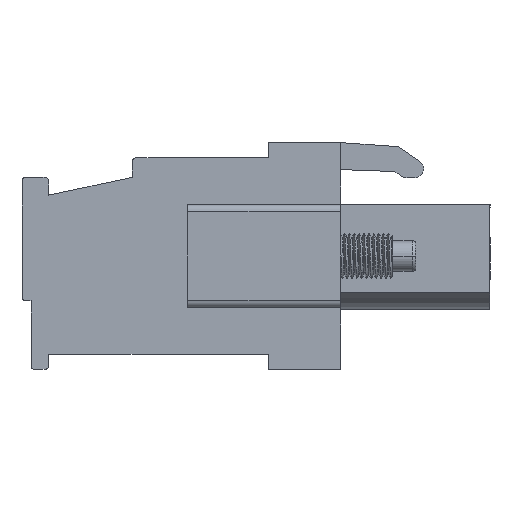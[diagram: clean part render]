
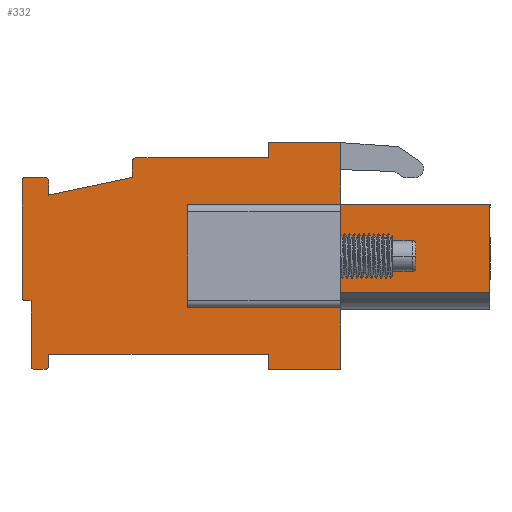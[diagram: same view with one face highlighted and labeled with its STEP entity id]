
A CAD part, left-side view. The second image highlights one B-rep face of the part: STEP entity #332.
In plain terms, the highlighted planar face has unit normal (-1, 0, 0).
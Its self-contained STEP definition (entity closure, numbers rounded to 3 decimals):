
#35=CARTESIAN_POINT('',(0.,-7.52,-2.85));
#36=VERTEX_POINT('',#35);
#69=CARTESIAN_POINT('',(0.,-0.07,-2.85));
#70=VERTEX_POINT('',#69);
#77=CARTESIAN_POINT('',(0.,-0.07,-2.85));
#78=DIRECTION('',(0.,-1.,0.));
#79=VECTOR('',#78,7.45);
#80=LINE('',#77,#79);
#81=EDGE_CURVE('',#70,#36,#80,.T.);
#86=CARTESIAN_POINT('',(0.,0.,0.));
#87=DIRECTION('',(0.,0.,-1.));
#88=DIRECTION('',(-1.,-0.,-0.));
#89=AXIS2_PLACEMENT_3D('',#86,#88,#87);
#90=PLANE('',#89);
#91=CARTESIAN_POINT('',(0.,-16.87,-2.04));
#92=VERTEX_POINT('',#91);
#93=CARTESIAN_POINT('',(0.,-16.87,2.88));
#94=VERTEX_POINT('',#93);
#95=CARTESIAN_POINT('',(0.,-16.87,-2.04));
#96=DIRECTION('',(0.,0.,1.));
#97=VECTOR('',#96,4.92);
#98=LINE('',#95,#97);
#99=EDGE_CURVE('',#92,#94,#98,.T.);
#100=ORIENTED_EDGE('',*,*,#99,.T.);
#101=CARTESIAN_POINT('',(0.,-8.57,2.88));
#102=VERTEX_POINT('',#101);
#103=CARTESIAN_POINT('',(0.,-16.87,2.88));
#104=DIRECTION('',(0.,1.,0.));
#105=VECTOR('',#104,8.3);
#106=LINE('',#103,#105);
#107=EDGE_CURVE('',#94,#102,#106,.T.);
#108=ORIENTED_EDGE('',*,*,#107,.T.);
#109=CARTESIAN_POINT('',(0.,-8.57,6.3));
#110=VERTEX_POINT('',#109);
#111=CARTESIAN_POINT('',(0.,-8.57,2.88));
#112=DIRECTION('',(0.,0.,1.));
#113=VECTOR('',#112,3.42);
#114=LINE('',#111,#113);
#115=EDGE_CURVE('',#102,#110,#114,.T.);
#116=ORIENTED_EDGE('',*,*,#115,.T.);
#117=CARTESIAN_POINT('',(0.,-4.57,6.3));
#118=VERTEX_POINT('',#117);
#119=CARTESIAN_POINT('',(0.,-8.57,6.3));
#120=DIRECTION('',(0.,1.,0.));
#121=VECTOR('',#120,4.);
#122=LINE('',#119,#121);
#123=EDGE_CURVE('',#110,#118,#122,.T.);
#124=ORIENTED_EDGE('',*,*,#123,.T.);
#125=CARTESIAN_POINT('',(0.,-4.57,5.45));
#126=VERTEX_POINT('',#125);
#127=CARTESIAN_POINT('',(0.,-4.57,6.3));
#128=DIRECTION('',(0.,0.,-1.));
#129=VECTOR('',#128,0.85);
#130=LINE('',#127,#129);
#131=EDGE_CURVE('',#118,#126,#130,.T.);
#132=ORIENTED_EDGE('',*,*,#131,.T.);
#133=CARTESIAN_POINT('',(0.,2.8,5.45));
#134=VERTEX_POINT('',#133);
#135=CARTESIAN_POINT('',(0.,-4.57,5.45));
#136=DIRECTION('',(0.,1.,0.));
#137=VECTOR('',#136,7.37);
#138=LINE('',#135,#137);
#139=EDGE_CURVE('',#126,#134,#138,.T.);
#140=ORIENTED_EDGE('',*,*,#139,.T.);
#141=CARTESIAN_POINT('',(0.,3.,5.25));
#142=VERTEX_POINT('',#141);
#143=CARTESIAN_POINT('',(0.,2.8,5.25));
#144=DIRECTION('',(0.,0.,1.));
#145=DIRECTION('',(-1.,0.,-0.));
#146=AXIS2_PLACEMENT_3D('',#143,#145,#144);
#147=CIRCLE('',#146,0.2);
#148=EDGE_CURVE('',#134,#142,#147,.T.);
#149=ORIENTED_EDGE('',*,*,#148,.T.);
#150=CARTESIAN_POINT('',(0.,3.,4.37));
#151=VERTEX_POINT('',#150);
#152=CARTESIAN_POINT('',(0.,3.,5.25));
#153=DIRECTION('',(0.,0.,-1.));
#154=VECTOR('',#153,0.88);
#155=LINE('',#152,#154);
#156=EDGE_CURVE('',#142,#151,#155,.T.);
#157=ORIENTED_EDGE('',*,*,#156,.T.);
#158=CARTESIAN_POINT('',(0.,7.65,3.38));
#159=VERTEX_POINT('',#158);
#160=CARTESIAN_POINT('',(0.,3.,4.37));
#161=DIRECTION('',(0.,0.978,-0.208));
#162=VECTOR('',#161,4.754);
#163=LINE('',#160,#162);
#164=EDGE_CURVE('',#151,#159,#163,.T.);
#165=ORIENTED_EDGE('',*,*,#164,.T.);
#166=CARTESIAN_POINT('',(0.,7.65,4.17));
#167=VERTEX_POINT('',#166);
#168=CARTESIAN_POINT('',(0.,7.65,3.38));
#169=DIRECTION('',(0.,0.,1.));
#170=VECTOR('',#169,0.79);
#171=LINE('',#168,#170);
#172=EDGE_CURVE('',#159,#167,#171,.T.);
#173=ORIENTED_EDGE('',*,*,#172,.T.);
#174=CARTESIAN_POINT('',(0.,7.85,4.37));
#175=VERTEX_POINT('',#174);
#176=CARTESIAN_POINT('',(0.,7.85,4.17));
#177=DIRECTION('',(0.,-1.,0.));
#178=DIRECTION('',(-1.,0.,0.));
#179=AXIS2_PLACEMENT_3D('',#176,#178,#177);
#180=CIRCLE('',#179,0.2);
#181=EDGE_CURVE('',#167,#175,#180,.T.);
#182=ORIENTED_EDGE('',*,*,#181,.T.);
#183=CARTESIAN_POINT('',(0.,8.93,4.37));
#184=VERTEX_POINT('',#183);
#185=CARTESIAN_POINT('',(0.,7.85,4.37));
#186=DIRECTION('',(0.,1.,0.));
#187=VECTOR('',#186,1.08);
#188=LINE('',#185,#187);
#189=EDGE_CURVE('',#175,#184,#188,.T.);
#190=ORIENTED_EDGE('',*,*,#189,.T.);
#191=CARTESIAN_POINT('',(0.,9.13,4.17));
#192=VERTEX_POINT('',#191);
#193=CARTESIAN_POINT('',(0.,8.93,4.17));
#194=DIRECTION('',(0.,0.,1.));
#195=DIRECTION('',(-1.,0.,-0.));
#196=AXIS2_PLACEMENT_3D('',#193,#195,#194);
#197=CIRCLE('',#196,0.2);
#198=EDGE_CURVE('',#184,#192,#197,.T.);
#199=ORIENTED_EDGE('',*,*,#198,.T.);
#200=CARTESIAN_POINT('',(0.,9.13,-2.29));
#201=VERTEX_POINT('',#200);
#202=CARTESIAN_POINT('',(0.,9.13,4.17));
#203=DIRECTION('',(0.,0.,-1.));
#204=VECTOR('',#203,6.46);
#205=LINE('',#202,#204);
#206=EDGE_CURVE('',#192,#201,#205,.T.);
#207=ORIENTED_EDGE('',*,*,#206,.T.);
#208=CARTESIAN_POINT('',(0.,8.93,-2.49));
#209=VERTEX_POINT('',#208);
#210=CARTESIAN_POINT('',(0.,8.93,-2.29));
#211=DIRECTION('',(0.,1.,0.));
#212=DIRECTION('',(-1.,-0.,0.));
#213=AXIS2_PLACEMENT_3D('',#210,#212,#211);
#214=CIRCLE('',#213,0.2);
#215=EDGE_CURVE('',#201,#209,#214,.T.);
#216=ORIENTED_EDGE('',*,*,#215,.T.);
#217=CARTESIAN_POINT('',(0.,8.63,-2.49));
#218=VERTEX_POINT('',#217);
#219=CARTESIAN_POINT('',(0.,8.93,-2.49));
#220=DIRECTION('',(0.,-1.,0.));
#221=VECTOR('',#220,0.3);
#222=LINE('',#219,#221);
#223=EDGE_CURVE('',#209,#218,#222,.T.);
#224=ORIENTED_EDGE('',*,*,#223,.T.);
#225=CARTESIAN_POINT('',(0.,8.63,-6.1));
#226=VERTEX_POINT('',#225);
#227=CARTESIAN_POINT('',(0.,8.63,-2.49));
#228=DIRECTION('',(0.,0.,-1.));
#229=VECTOR('',#228,3.61);
#230=LINE('',#227,#229);
#231=EDGE_CURVE('',#218,#226,#230,.T.);
#232=ORIENTED_EDGE('',*,*,#231,.T.);
#233=CARTESIAN_POINT('',(0.,8.43,-6.3));
#234=VERTEX_POINT('',#233);
#235=CARTESIAN_POINT('',(0.,8.43,-6.1));
#236=DIRECTION('',(0.,1.,0.));
#237=DIRECTION('',(-1.,-0.,0.));
#238=AXIS2_PLACEMENT_3D('',#235,#237,#236);
#239=CIRCLE('',#238,0.2);
#240=EDGE_CURVE('',#226,#234,#239,.T.);
#241=ORIENTED_EDGE('',*,*,#240,.T.);
#242=CARTESIAN_POINT('',(0.,7.848,-6.3));
#243=VERTEX_POINT('',#242);
#244=CARTESIAN_POINT('',(0.,8.43,-6.3));
#245=DIRECTION('',(0.,-1.,0.));
#246=VECTOR('',#245,0.582);
#247=LINE('',#244,#246);
#248=EDGE_CURVE('',#234,#243,#247,.T.);
#249=ORIENTED_EDGE('',*,*,#248,.T.);
#250=CARTESIAN_POINT('',(0.,7.65,-6.102));
#251=VERTEX_POINT('',#250);
#252=CARTESIAN_POINT('',(0.,7.848,-6.102));
#253=DIRECTION('',(0.,0.,-1.));
#254=DIRECTION('',(-1.,0.,0.));
#255=AXIS2_PLACEMENT_3D('',#252,#254,#253);
#256=CIRCLE('',#255,0.198);
#257=EDGE_CURVE('',#243,#251,#256,.T.);
#258=ORIENTED_EDGE('',*,*,#257,.T.);
#259=CARTESIAN_POINT('',(0.,7.65,-5.45));
#260=VERTEX_POINT('',#259);
#261=CARTESIAN_POINT('',(0.,7.65,-6.102));
#262=DIRECTION('',(0.,0.,1.));
#263=VECTOR('',#262,0.652);
#264=LINE('',#261,#263);
#265=EDGE_CURVE('',#251,#260,#264,.T.);
#266=ORIENTED_EDGE('',*,*,#265,.T.);
#267=CARTESIAN_POINT('',(0.,-4.57,-5.45));
#268=VERTEX_POINT('',#267);
#269=CARTESIAN_POINT('',(0.,7.65,-5.45));
#270=DIRECTION('',(0.,-1.,0.));
#271=VECTOR('',#270,12.22);
#272=LINE('',#269,#271);
#273=EDGE_CURVE('',#260,#268,#272,.T.);
#274=ORIENTED_EDGE('',*,*,#273,.T.);
#275=CARTESIAN_POINT('',(0.,-4.57,-6.3));
#276=VERTEX_POINT('',#275);
#277=CARTESIAN_POINT('',(0.,-4.57,-5.45));
#278=DIRECTION('',(0.,0.,-1.));
#279=VECTOR('',#278,0.85);
#280=LINE('',#277,#279);
#281=EDGE_CURVE('',#268,#276,#280,.T.);
#282=ORIENTED_EDGE('',*,*,#281,.T.);
#283=CARTESIAN_POINT('',(0.,-8.57,-6.3));
#284=VERTEX_POINT('',#283);
#285=CARTESIAN_POINT('',(0.,-4.57,-6.3));
#286=DIRECTION('',(0.,-1.,0.));
#287=VECTOR('',#286,4.);
#288=LINE('',#285,#287);
#289=EDGE_CURVE('',#276,#284,#288,.T.);
#290=ORIENTED_EDGE('',*,*,#289,.T.);
#291=CARTESIAN_POINT('',(0.,-8.57,-2.04));
#292=VERTEX_POINT('',#291);
#293=CARTESIAN_POINT('',(0.,-8.57,-6.3));
#294=DIRECTION('',(0.,0.,1.));
#295=VECTOR('',#294,4.26);
#296=LINE('',#293,#295);
#297=EDGE_CURVE('',#284,#292,#296,.T.);
#298=ORIENTED_EDGE('',*,*,#297,.T.);
#299=CARTESIAN_POINT('',(0.,-8.57,-2.04));
#300=DIRECTION('',(0.,-1.,0.));
#301=VECTOR('',#300,8.3);
#302=LINE('',#299,#301);
#303=EDGE_CURVE('',#292,#92,#302,.T.);
#304=ORIENTED_EDGE('',*,*,#303,.T.);
#305=EDGE_LOOP('',(#100,#108,#116,#124,#132,#140,#149,#157,#165,#173,#182,#190,#199,#207,#216,#224,#232,#241,#249,#258,#266,#274,#282,#290,#298,#304));
#306=FACE_OUTER_BOUND('',#305,.T.);
#307=CARTESIAN_POINT('',(0.,-0.07,2.85));
#308=VERTEX_POINT('',#307);
#309=CARTESIAN_POINT('',(0.,-0.07,-2.85));
#310=DIRECTION('',(0.,0.,1.));
#311=VECTOR('',#310,5.7);
#312=LINE('',#309,#311);
#313=EDGE_CURVE('',#70,#308,#312,.T.);
#314=ORIENTED_EDGE('',*,*,#313,.T.);
#315=CARTESIAN_POINT('',(0.,-7.52,2.85));
#316=VERTEX_POINT('',#315);
#317=CARTESIAN_POINT('',(0.,-0.07,2.85));
#318=DIRECTION('',(0.,-1.,0.));
#319=VECTOR('',#318,7.45);
#320=LINE('',#317,#319);
#321=EDGE_CURVE('',#308,#316,#320,.T.);
#322=ORIENTED_EDGE('',*,*,#321,.T.);
#323=CARTESIAN_POINT('',(0.,-7.52,2.85));
#324=DIRECTION('',(0.,0.,-1.));
#325=VECTOR('',#324,5.7);
#326=LINE('',#323,#325);
#327=EDGE_CURVE('',#316,#36,#326,.T.);
#328=ORIENTED_EDGE('',*,*,#327,.T.);
#329=ORIENTED_EDGE('',*,*,#81,.F.);
#330=EDGE_LOOP('',(#314,#322,#328,#329));
#331=FACE_BOUND('',#330,.T.);
#332=ADVANCED_FACE('',(#306,#331),#90,.T.);
